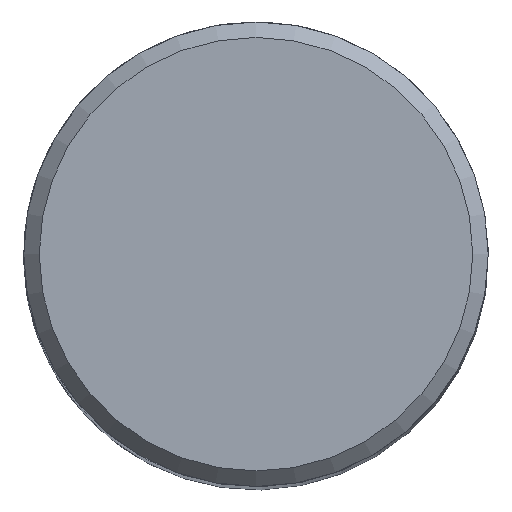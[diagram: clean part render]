
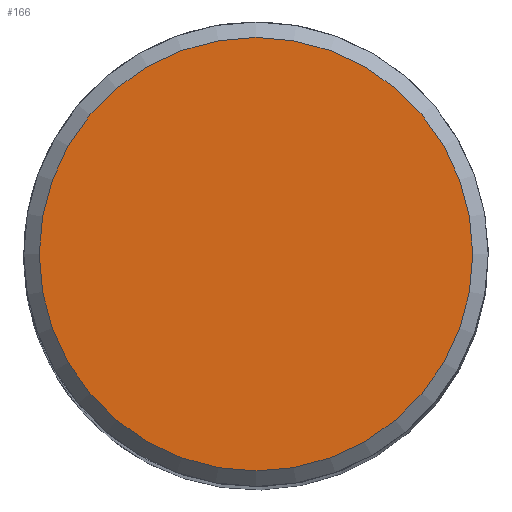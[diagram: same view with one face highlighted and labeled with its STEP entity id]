
A CAD part, top view. The second image highlights one B-rep face of the part: STEP entity #166.
In plain terms, the highlighted planar face has unit normal (0, 0, 1).
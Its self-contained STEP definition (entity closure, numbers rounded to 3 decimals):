
#166=ADVANCED_FACE('',(#242),#243,.T.);
#242=FACE_OUTER_BOUND('',#300,.T.);
#243=PLANE('',#301);
#300=EDGE_LOOP('',(#360));
#301=AXIS2_PLACEMENT_3D('',#361,#362,#363);
#360=ORIENTED_EDGE('',*,*,#424,.T.);
#361=CARTESIAN_POINT('',(0.0,0.0,67.5));
#362=DIRECTION('',(0.0,0.0,1.0));
#363=DIRECTION('',(1.0,0.0,0.0));
#424=EDGE_CURVE('',#457,#457,#458,.T.);
#457=VERTEX_POINT('',#495);
#458=CIRCLE('',#496,14.0);
#495=CARTESIAN_POINT('',(14.0,0.0,67.5));
#496=AXIS2_PLACEMENT_3D('',#535,#536,#537);
#535=CARTESIAN_POINT('',(0.0,0.0,67.5));
#536=DIRECTION('',(0.0,0.0,1.0));
#537=DIRECTION('',(1.0,0.0,0.0));
